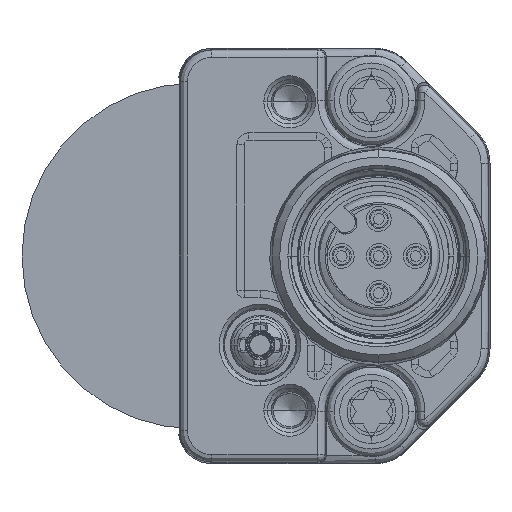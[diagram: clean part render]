
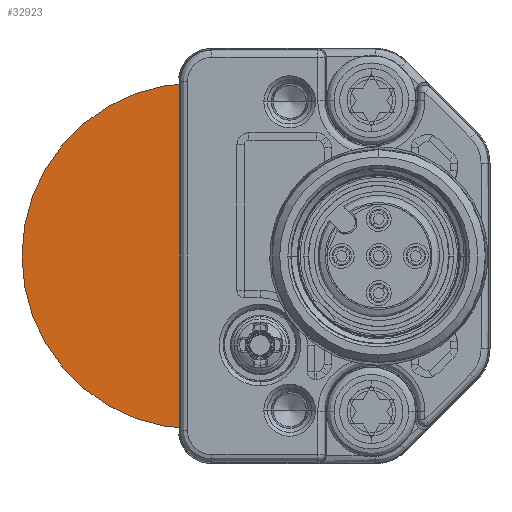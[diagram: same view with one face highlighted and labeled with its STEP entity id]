
A CAD part, left-side view. The second image highlights one B-rep face of the part: STEP entity #32923.
In plain terms, the highlighted face is planar.
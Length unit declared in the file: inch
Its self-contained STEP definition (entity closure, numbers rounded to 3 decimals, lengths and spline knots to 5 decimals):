
#32807=DIRECTION('',(1.,0.,0.));
#32808=VECTOR('',#32807,23.3);
#32809=CARTESIAN_POINT('',(-11.65,0.,720.5));
#32810=LINE('',#32809,#32808);
#32811=DIRECTION('',(0.,-1.,0.));
#32812=VECTOR('',#32811,1.5);
#32813=CARTESIAN_POINT('',(-11.65,1.5,720.5));
#32814=LINE('',#32813,#32812);
#32815=CARTESIAN_POINT('',(0.,1.5,720.5));
#32816=DIRECTION('',(0.,0.,1.));
#32817=DIRECTION('',(1.,0.,0.));
#32818=AXIS2_PLACEMENT_3D('',#32815,#32816,#32817);
#32820=DIRECTION('',(0.,1.,0.));
#32821=VECTOR('',#32820,1.5);
#32822=CARTESIAN_POINT('',(11.65,0.,720.5));
#32823=LINE('',#32822,#32821);
#32832=CARTESIAN_POINT('',(-11.65,0.,720.5));
#32833=CARTESIAN_POINT('',(11.65,0.,720.5));
#32834=VERTEX_POINT('',#32832);
#32835=VERTEX_POINT('',#32833);
#32836=CARTESIAN_POINT('',(11.65,1.5,720.5));
#32837=VERTEX_POINT('',#32836);
#32838=CARTESIAN_POINT('',(-11.65,1.5,720.5));
#32839=VERTEX_POINT('',#32838);
#32912=CARTESIAN_POINT('',(0.,0.,720.5));
#32913=DIRECTION('',(0.,0.,1.));
#32914=DIRECTION('',(1.,0.,0.));
#32915=AXIS2_PLACEMENT_3D('',#32912,#32913,#32914);
#32916=PLANE('',#32915);
#32917=ORIENTED_EDGE('',*,*,#32864,.F.);
#32918=ORIENTED_EDGE('',*,*,#32879,.F.);
#32919=ORIENTED_EDGE('',*,*,#32893,.F.);
#32920=ORIENTED_EDGE('',*,*,#32906,.F.);
#32921=EDGE_LOOP('',(#32917,#32918,#32919,#32920));
#32922=FACE_OUTER_BOUND('',#32921,.F.);
#32923=ADVANCED_FACE('',(#32922),#32916,.T.);
#32819=CIRCLE('',#32818,11.65);
#32864=EDGE_CURVE('',#32834,#32835,#32810,.T.);
#32879=EDGE_CURVE('',#32839,#32834,#32814,.T.);
#32893=EDGE_CURVE('',#32837,#32839,#32819,.T.);
#32906=EDGE_CURVE('',#32835,#32837,#32823,.T.);
